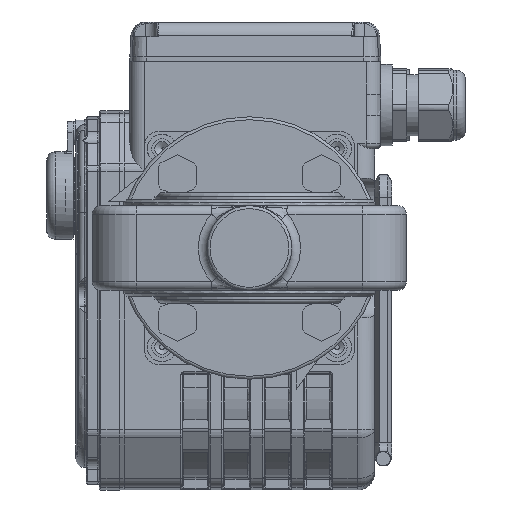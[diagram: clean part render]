
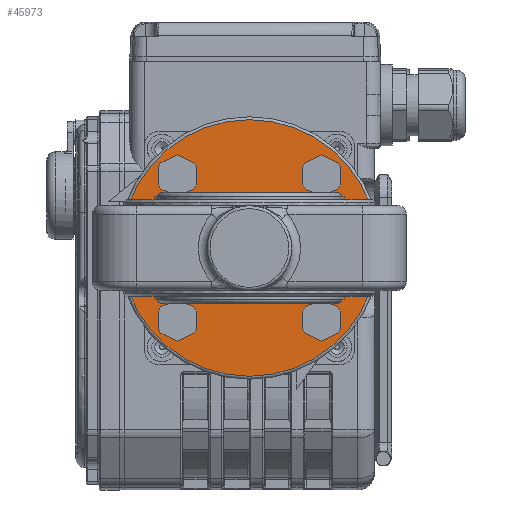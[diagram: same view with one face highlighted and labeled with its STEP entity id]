
A CAD part, front view. The second image highlights one B-rep face of the part: STEP entity #45973.
In plain terms, the highlighted planar face has unit normal (0, -1, 0).
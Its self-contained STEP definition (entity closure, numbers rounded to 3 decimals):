
#2063=PLANE('',#49757);
#10875=ORIENTED_EDGE('',*,*,#24477,.T.);
#10876=ORIENTED_EDGE('',*,*,#24478,.T.);
#10877=ORIENTED_EDGE('',*,*,#24479,.T.);
#10878=ORIENTED_EDGE('',*,*,#24480,.T.);
#10879=ORIENTED_EDGE('',*,*,#24481,.T.);
#10880=ORIENTED_EDGE('',*,*,#24482,.T.);
#24477=EDGE_CURVE('',#31313,#31313,#35738,.T.);
#24478=EDGE_CURVE('',#31314,#31314,#35739,.F.);
#24479=EDGE_CURVE('',#31315,#31315,#35740,.T.);
#24480=EDGE_CURVE('',#31316,#31316,#35741,.T.);
#24481=EDGE_CURVE('',#31317,#31317,#35742,.T.);
#24482=EDGE_CURVE('',#31318,#31318,#35743,.T.);
#31313=VERTEX_POINT('',#69624);
#31314=VERTEX_POINT('',#69626);
#31315=VERTEX_POINT('',#69628);
#31316=VERTEX_POINT('',#69630);
#31317=VERTEX_POINT('',#69632);
#31318=VERTEX_POINT('',#69634);
#35738=CIRCLE('',#49758,17.5);
#35739=CIRCLE('',#49759,44.);
#35740=CIRCLE('',#49760,5.);
#35741=CIRCLE('',#49761,5.);
#35742=CIRCLE('',#49762,5.);
#35743=CIRCLE('',#49763,5.);
#38161=EDGE_LOOP('',(#10875));
#38162=EDGE_LOOP('',(#10876));
#38163=EDGE_LOOP('',(#10877));
#38164=EDGE_LOOP('',(#10878));
#38165=EDGE_LOOP('',(#10879));
#38166=EDGE_LOOP('',(#10880));
#41587=FACE_BOUND('',#38161,.T.);
#41588=FACE_BOUND('',#38162,.T.);
#41589=FACE_BOUND('',#38163,.T.);
#41590=FACE_BOUND('',#38164,.T.);
#41591=FACE_BOUND('',#38165,.T.);
#41592=FACE_BOUND('',#38166,.T.);
#45973=ADVANCED_FACE('',(#41587,#41588,#41589,#41590,#41591,#41592),#2063,
 .F.);
#49757=AXIS2_PLACEMENT_3D('',#69622,#55448,#55449);
#49758=AXIS2_PLACEMENT_3D('',#69623,#55450,#55451);
#49759=AXIS2_PLACEMENT_3D('',#69625,#55452,#55453);
#49760=AXIS2_PLACEMENT_3D('',#69627,#55454,#55455);
#49761=AXIS2_PLACEMENT_3D('',#69629,#55456,#55457);
#49762=AXIS2_PLACEMENT_3D('',#69631,#55458,#55459);
#49763=AXIS2_PLACEMENT_3D('',#69633,#55460,#55461);
#55448=DIRECTION('',(0.,1.,0.));
#55449=DIRECTION('',(0.,0.,1.));
#55450=DIRECTION('',(0.,1.,0.));
#55451=DIRECTION('',(0.,0.,1.));
#55452=DIRECTION('',(0.,1.,0.));
#55453=DIRECTION('',(0.,0.,1.));
#55454=DIRECTION('',(0.,1.,0.));
#55455=DIRECTION('',(0.,0.,1.));
#55456=DIRECTION('',(0.,1.,0.));
#55457=DIRECTION('',(0.,0.,1.));
#55458=DIRECTION('',(0.,1.,0.));
#55459=DIRECTION('',(0.,0.,1.));
#55460=DIRECTION('',(0.,1.,0.));
#55461=DIRECTION('',(0.,0.,1.));
#69622=CARTESIAN_POINT('',(0.,121.,0.));
#69623=CARTESIAN_POINT('',(0.,121.,0.));
#69624=CARTESIAN_POINT('',(0.,121.,17.5));
#69625=CARTESIAN_POINT('',(0.,121.,0.));
#69626=CARTESIAN_POINT('',(0.,121.,44.));
#69627=CARTESIAN_POINT('',(-24.749,121.,24.749));
#69628=CARTESIAN_POINT('',(-24.749,121.,29.749));
#69629=CARTESIAN_POINT('',(24.749,121.,24.749));
#69630=CARTESIAN_POINT('',(24.749,121.,29.749));
#69631=CARTESIAN_POINT('',(24.749,121.,-24.749));
#69632=CARTESIAN_POINT('',(24.749,121.,-19.749));
#69633=CARTESIAN_POINT('',(-24.749,121.,-24.749));
#69634=CARTESIAN_POINT('',(-24.749,121.,-19.749));
